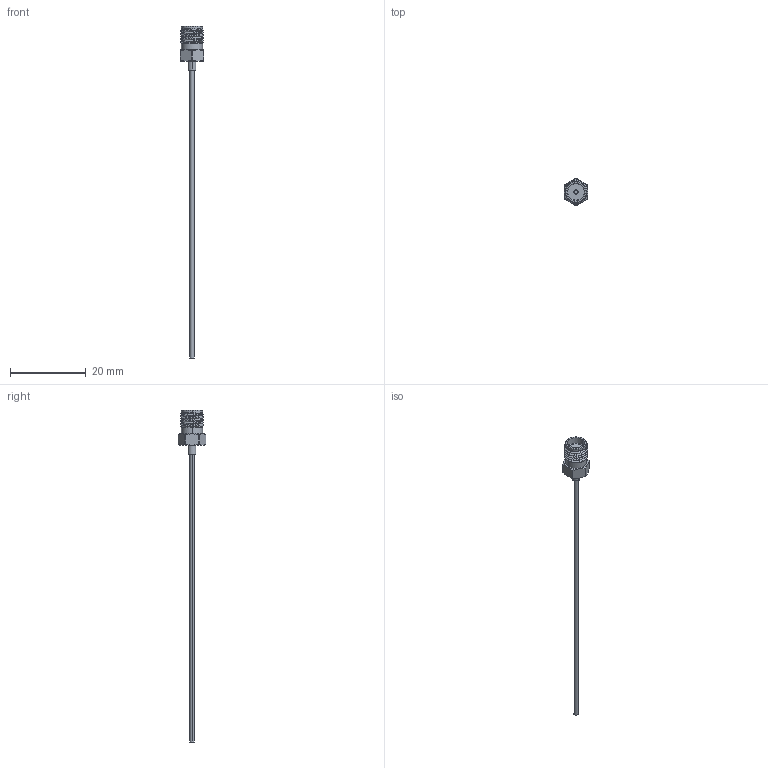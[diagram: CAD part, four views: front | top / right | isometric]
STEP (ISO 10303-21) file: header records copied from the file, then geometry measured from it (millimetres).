
FILE_DESCRIPTION (( 'STEP AP214' ), '1' );
FILE_NAME ('FMCA2385.step', '2021-07-12T16:17:40', ( '' ), ( '' ), 'SwSTEP 2.0', 'SolidWorks 2020', '' );
FILE_SCHEMA (( 'AUTOMOTIVE_DESIGN' ));
Length unit declared in the file: inch
Products named in the file (3): FMCA2385; FM-SR047FL^FMCA2385_Straight cut; FMCN1735^FMCA2385
Assembly tree (2 placements, depth 2):
  FMCA2385
    FM-SR047FL^FMCA2385_Straight cut
    FMCN1735^FMCA2385
Bounding box: 6.35 x 7.2 x 87.86 mm (x, y, z)
Volume: 325.5 mm3; surface area: 638.7 mm2
Topology: 2 solids, 2 shells, 88 faces, 222 edges, 143 vertices
Faces by surface type: cylinder 33, cone 27, plane 23, bspline 3, torus 2
Entity records: 3887 total; most frequent: CARTESIAN_POINT 1728, ORIENTED_EDGE 444, DIRECTION 415, EDGE_CURVE 222, AXIS2_PLACEMENT_3D 169, VERTEX_POINT 143, EDGE_LOOP 93, ADVANCED_FACE 88
